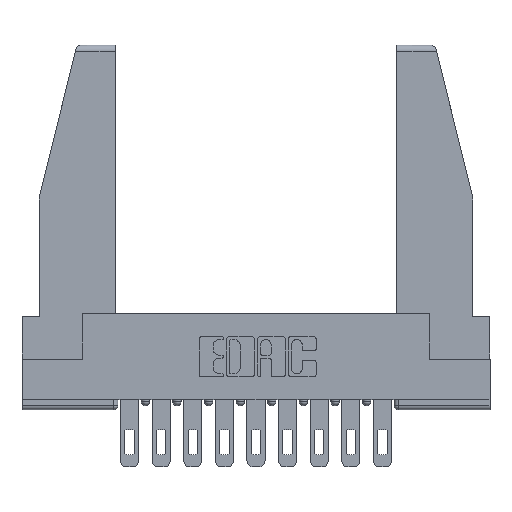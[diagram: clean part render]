
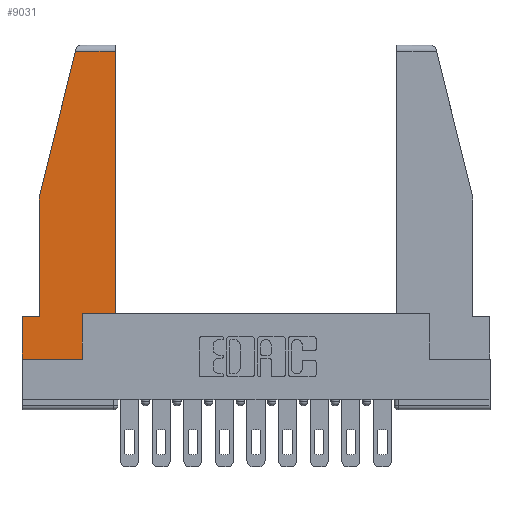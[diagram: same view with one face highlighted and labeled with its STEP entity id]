
A CAD part, top view. The second image highlights one B-rep face of the part: STEP entity #9031.
In plain terms, the highlighted planar face has unit normal (0, 0, 1).
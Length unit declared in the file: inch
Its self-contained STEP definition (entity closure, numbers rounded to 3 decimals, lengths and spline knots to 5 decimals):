
#79 = ORIENTED_EDGE ( 'NONE', *, *, #10232, .T. ) ;
#330 = CARTESIAN_POINT ( 'NONE',  ( 0.2636, 1.52, 0. ) ) ;
#403 = ORIENTED_EDGE ( 'NONE', *, *, #2048, .T. ) ;
#631 = ORIENTED_EDGE ( 'NONE', *, *, #3847, .T. ) ;
#951 = VERTEX_POINT ( 'NONE', #8760 ) ;
#1553 = VECTOR ( 'NONE', #3493, 39.37008 ) ;
#1590 = VERTEX_POINT ( 'NONE', #11167 ) ;
#1742 = VERTEX_POINT ( 'NONE', #330 ) ;
#1889 = LINE ( 'NONE', #6400, #10665 ) ;
#1990 = DIRECTION ( 'NONE',  ( 1., 0., 0. ) ) ;
#2048 = EDGE_CURVE ( 'NONE', #9816, #5950, #2221, .T. ) ;
#2200 = VECTOR ( 'NONE', #10566, 39.37008 ) ;
#2221 = LINE ( 'NONE', #8989, #1553 ) ;
#3088 = ORIENTED_EDGE ( 'NONE', *, *, #4653, .T. ) ;
#3269 = VECTOR ( 'NONE', #1990, 39.37008 ) ;
#3392 = CARTESIAN_POINT ( 'NONE',  ( 0.297, 0.223, 0. ) ) ;
#3493 = DIRECTION ( 'NONE',  ( 1., 0., 0. ) ) ;
#3581 = VECTOR ( 'NONE', #5171, 39.37008 ) ;
#3723 = DIRECTION ( 'NONE',  ( 1., 0., 0. ) ) ;
#3847 = EDGE_CURVE ( 'NONE', #4544, #1590, #11602, .T. ) ;
#4509 = EDGE_LOOP ( 'NONE', ( #6554, #8521, #7151, #3088, #9886, #631, #5675, #79, #403 ) ) ;
#4544 = VERTEX_POINT ( 'NONE', #6695 ) ;
#4653 = EDGE_CURVE ( 'NONE', #5492, #5483, #11365, .T. ) ;
#4980 = CARTESIAN_POINT ( 'NONE',  ( 0.086, 0.8, 0. ) ) ;
#5171 = DIRECTION ( 'NONE',  ( 0., -1., 0. ) ) ;
#5483 = VERTEX_POINT ( 'NONE', #12665 ) ;
#5492 = VERTEX_POINT ( 'NONE', #10518 ) ;
#5675 = ORIENTED_EDGE ( 'NONE', *, *, #12039, .T. ) ;
#5732 = DIRECTION ( 'NONE',  ( 0., 1., 0. ) ) ;
#5950 = VERTEX_POINT ( 'NONE', #6113 ) ;
#6113 = CARTESIAN_POINT ( 'NONE',  ( 0.461, 0.223, 0. ) ) ;
#6283 = CARTESIAN_POINT ( 'NONE',  ( 0., 0.21, 0. ) ) ;
#6400 = CARTESIAN_POINT ( 'NONE',  ( 0.461, 0.223, 0. ) ) ;
#6554 = ORIENTED_EDGE ( 'NONE', *, *, #14346, .T. ) ;
#6695 = CARTESIAN_POINT ( 'NONE',  ( 0., 0.21, 0. ) ) ;
#6782 = CARTESIAN_POINT ( 'NONE',  ( 0.461, 1.52, 0. ) ) ;
#6802 = LINE ( 'NONE', #12189, #3269 ) ;
#7151 = ORIENTED_EDGE ( 'NONE', *, *, #7924, .T. ) ;
#7164 = PLANE ( 'NONE',  #11174 ) ;
#7322 = CARTESIAN_POINT ( 'NONE',  ( 0., 0., 0. ) ) ;
#7604 = LINE ( 'NONE', #12049, #10117 ) ;
#7648 = LINE ( 'NONE', #14362, #14470 ) ;
#7718 = LINE ( 'NONE', #12223, #10263 ) ;
#7924 = EDGE_CURVE ( 'NONE', #1742, #5492, #7604, .T. ) ;
#8521 = ORIENTED_EDGE ( 'NONE', *, *, #11392, .T. ) ;
#8760 = CARTESIAN_POINT ( 'NONE',  ( 0.297, 0., 0. ) ) ;
#8989 = CARTESIAN_POINT ( 'NONE',  ( 0.297, 0.223, 0. ) ) ;
#9031 = ADVANCED_FACE ( 'NONE', ( #9298 ), #7164, .T. ) ;
#9054 = EDGE_CURVE ( 'NONE', #5483, #4544, #11627, .T. ) ;
#9298 = FACE_OUTER_BOUND ( 'NONE', #4509, .T. ) ;
#9816 = VERTEX_POINT ( 'NONE', #3392 ) ;
#9886 = ORIENTED_EDGE ( 'NONE', *, *, #9054, .T. ) ;
#10117 = VECTOR ( 'NONE', #10992, 39.37008 ) ;
#10232 = EDGE_CURVE ( 'NONE', #951, #9816, #7718, .T. ) ;
#10263 = VECTOR ( 'NONE', #5732, 39.37008 ) ;
#10456 = VECTOR ( 'NONE', #11553, 39.37008 ) ;
#10518 = CARTESIAN_POINT ( 'NONE',  ( 0.086, 0.8, 0. ) ) ;
#10566 = DIRECTION ( 'NONE',  ( 0., -1., 0. ) ) ;
#10665 = VECTOR ( 'NONE', #10862, 39.37008 ) ;
#10862 = DIRECTION ( 'NONE',  ( 0., 1., 0. ) ) ;
#10992 = DIRECTION ( 'NONE',  ( -0.239, -0.971, 0. ) ) ;
#11167 = CARTESIAN_POINT ( 'NONE',  ( 0., 0., 0. ) ) ;
#11174 = AXIS2_PLACEMENT_3D ( 'NONE', #7322, #11850, #3723 ) ;
#11365 = LINE ( 'NONE', #4980, #2200 ) ;
#11392 = EDGE_CURVE ( 'NONE', #11460, #1742, #7648, .T. ) ;
#11460 = VERTEX_POINT ( 'NONE', #6782 ) ;
#11553 = DIRECTION ( 'NONE',  ( -1., 0., 0. ) ) ;
#11602 = LINE ( 'NONE', #6283, #3581 ) ;
#11627 = LINE ( 'NONE', #12928, #10456 ) ;
#11812 = DIRECTION ( 'NONE',  ( -1., 0., 0. ) ) ;
#11850 = DIRECTION ( 'NONE',  ( 0., 0., 1. ) ) ;
#12039 = EDGE_CURVE ( 'NONE', #1590, #951, #6802, .T. ) ;
#12049 = CARTESIAN_POINT ( 'NONE',  ( 0.271, 1.55, 0. ) ) ;
#12189 = CARTESIAN_POINT ( 'NONE',  ( 0., 0., 0. ) ) ;
#12223 = CARTESIAN_POINT ( 'NONE',  ( 0.297, 0., 0. ) ) ;
#12665 = CARTESIAN_POINT ( 'NONE',  ( 0.086, 0.21, 0. ) ) ;
#12928 = CARTESIAN_POINT ( 'NONE',  ( 0., 0.21, 0. ) ) ;
#14346 = EDGE_CURVE ( 'NONE', #5950, #11460, #1889, .T. ) ;
#14362 = CARTESIAN_POINT ( 'NONE',  ( 0., 1.52, 0. ) ) ;
#14470 = VECTOR ( 'NONE', #11812, 39.37008 ) ;
